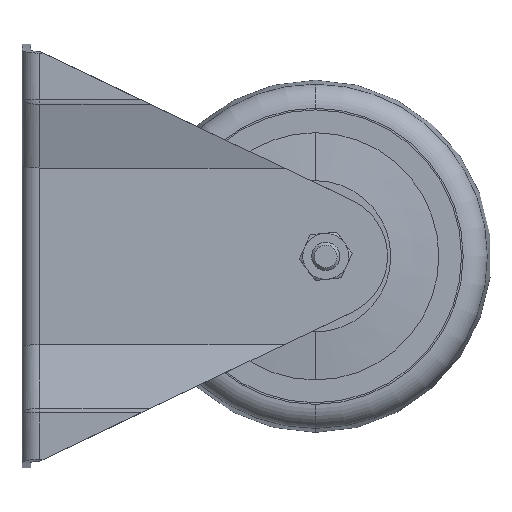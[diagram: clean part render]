
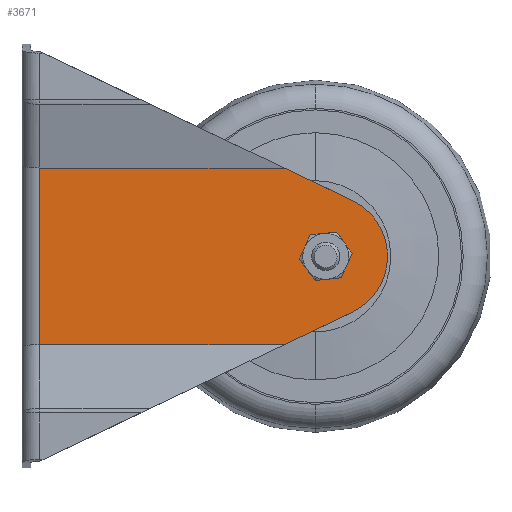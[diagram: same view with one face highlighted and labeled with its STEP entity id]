
A CAD part, left-side view. The second image highlights one B-rep face of the part: STEP entity #3671.
In plain terms, the highlighted planar face has unit normal (-1, 0, 0).
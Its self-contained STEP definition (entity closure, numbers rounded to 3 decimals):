
#62 = CARTESIAN_POINT ( 'NONE',  ( -21., -130., -25. ) ) ;
#144 = AXIS2_PLACEMENT_3D ( 'NONE', #5259, #5231, #1437 ) ;
#216 = ORIENTED_EDGE ( 'NONE', *, *, #678, .F. ) ;
#349 = DIRECTION ( 'NONE',  ( 0., 0., -1. ) ) ;
#456 = VERTEX_POINT ( 'NONE', #1001 ) ;
#472 = DIRECTION ( 'NONE',  ( 0., -0.903, -0.43 ) ) ;
#678 = EDGE_CURVE ( 'NONE', #5350, #1596, #2165, .T. ) ;
#823 = ORIENTED_EDGE ( 'NONE', *, *, #4538, .F. ) ;
#826 = DIRECTION ( 'NONE',  ( -1., 0., 0. ) ) ;
#870 = ORIENTED_EDGE ( 'NONE', *, *, #4392, .F. ) ;
#927 = FACE_OUTER_BOUND ( 'NONE', #5483, .T. ) ;
#1001 = CARTESIAN_POINT ( 'NONE',  ( -21., -5., 25. ) ) ;
#1047 = ORIENTED_EDGE ( 'NONE', *, *, #4911, .T. ) ;
#1066 = CARTESIAN_POINT ( 'NONE',  ( -21., -90.25, 0. ) ) ;
#1117 = VECTOR ( 'NONE', #4893, 1000. ) ;
#1148 = DIRECTION ( 'NONE',  ( 0., 0., -1. ) ) ;
#1184 = CARTESIAN_POINT ( 'NONE',  ( -21., -130., 25. ) ) ;
#1437 = DIRECTION ( 'NONE',  ( 0., 0., -1. ) ) ;
#1596 = VERTEX_POINT ( 'NONE', #1066 ) ;
#1745 = DIRECTION ( 'NONE',  ( 0., 1., 0. ) ) ;
#1771 = EDGE_LOOP ( 'NONE', ( #870, #216 ) ) ;
#1813 = ORIENTED_EDGE ( 'NONE', *, *, #2925, .T. ) ;
#1865 = VERTEX_POINT ( 'NONE', #3557 ) ;
#1867 = CARTESIAN_POINT ( 'NONE',  ( -21., -130., 0. ) ) ;
#1902 = ORIENTED_EDGE ( 'NONE', *, *, #4781, .F. ) ;
#2020 = CARTESIAN_POINT ( 'NONE',  ( -21., -86., 0. ) ) ;
#2031 = EDGE_CURVE ( 'NONE', #3574, #4849, #2906, .T. ) ;
#2128 = AXIS2_PLACEMENT_3D ( 'NONE', #1867, #3570, #2628 ) ;
#2135 = ORIENTED_EDGE ( 'NONE', *, *, #4606, .T. ) ;
#2165 = CIRCLE ( 'NONE', #3603, 4.25 ) ;
#2288 = LINE ( 'NONE', #3991, #2402 ) ;
#2402 = VECTOR ( 'NONE', #3241, 1000. ) ;
#2628 = DIRECTION ( 'NONE',  ( 0., 1., 0. ) ) ;
#2735 = CARTESIAN_POINT ( 'NONE',  ( -21., -93.528, -15.798 ) ) ;
#2750 = CARTESIAN_POINT ( 'NONE',  ( -21., -5., -25. ) ) ;
#2906 = LINE ( 'NONE', #4579, #5221 ) ;
#2925 = EDGE_CURVE ( 'NONE', #456, #3092, #2288, .T. ) ;
#2930 = LINE ( 'NONE', #5070, #4300 ) ;
#3092 = VERTEX_POINT ( 'NONE', #2750 ) ;
#3234 = CARTESIAN_POINT ( 'NONE',  ( -21., -86., 0. ) ) ;
#3241 = DIRECTION ( 'NONE',  ( 0., 0., -1. ) ) ;
#3557 = CARTESIAN_POINT ( 'NONE',  ( -21., -93.528, 15.798 ) ) ;
#3570 = DIRECTION ( 'NONE',  ( -1., 0., 0. ) ) ;
#3574 = VERTEX_POINT ( 'NONE', #3933 ) ;
#3603 = AXIS2_PLACEMENT_3D ( 'NONE', #3234, #3733, #1148 ) ;
#3671 = ADVANCED_FACE ( 'NONE', ( #4385, #927 ), #3985, .T. ) ;
#3733 = DIRECTION ( 'NONE',  ( -1., 0., 0. ) ) ;
#3751 = CARTESIAN_POINT ( 'NONE',  ( -21., -74.217, 25. ) ) ;
#3925 = LINE ( 'NONE', #62, #5005 ) ;
#3933 = CARTESIAN_POINT ( 'NONE',  ( -21., -74.217, -25. ) ) ;
#3985 = PLANE ( 'NONE',  #2128 ) ;
#3991 = CARTESIAN_POINT ( 'NONE',  ( -21., -5., -25. ) ) ;
#4070 = LINE ( 'NONE', #1184, #1117 ) ;
#4076 = CIRCLE ( 'NONE', #4958, 4.25 ) ;
#4193 = DIRECTION ( 'NONE',  ( 0., -0.903, 0.43 ) ) ;
#4300 = VECTOR ( 'NONE', #472, 1000. ) ;
#4385 = FACE_BOUND ( 'NONE', #1771, .T. ) ;
#4392 = EDGE_CURVE ( 'NONE', #1596, #5350, #4076, .T. ) ;
#4394 = VERTEX_POINT ( 'NONE', #3751 ) ;
#4463 = ORIENTED_EDGE ( 'NONE', *, *, #2031, .T. ) ;
#4538 = EDGE_CURVE ( 'NONE', #3574, #3092, #3925, .T. ) ;
#4579 = CARTESIAN_POINT ( 'NONE',  ( -21., -129.386, 1.289 ) ) ;
#4606 = EDGE_CURVE ( 'NONE', #4394, #456, #4070, .T. ) ;
#4781 = EDGE_CURVE ( 'NONE', #4394, #1865, #2930, .T. ) ;
#4849 = VERTEX_POINT ( 'NONE', #2735 ) ;
#4893 = DIRECTION ( 'NONE',  ( 0., 1., 0. ) ) ;
#4911 = EDGE_CURVE ( 'NONE', #4849, #1865, #5460, .T. ) ;
#4958 = AXIS2_PLACEMENT_3D ( 'NONE', #2020, #826, #349 ) ;
#5005 = VECTOR ( 'NONE', #1745, 1000. ) ;
#5070 = CARTESIAN_POINT ( 'NONE',  ( -21., -129.386, -1.289 ) ) ;
#5092 = CARTESIAN_POINT ( 'NONE',  ( -21., -81.75, 0. ) ) ;
#5221 = VECTOR ( 'NONE', #4193, 1000. ) ;
#5231 = DIRECTION ( 'NONE',  ( -1., 0., 0. ) ) ;
#5259 = CARTESIAN_POINT ( 'NONE',  ( -21., -86., 0. ) ) ;
#5350 = VERTEX_POINT ( 'NONE', #5092 ) ;
#5460 = CIRCLE ( 'NONE', #144, 17.5 ) ;
#5483 = EDGE_LOOP ( 'NONE', ( #4463, #1047, #1902, #2135, #1813, #823 ) ) ;
